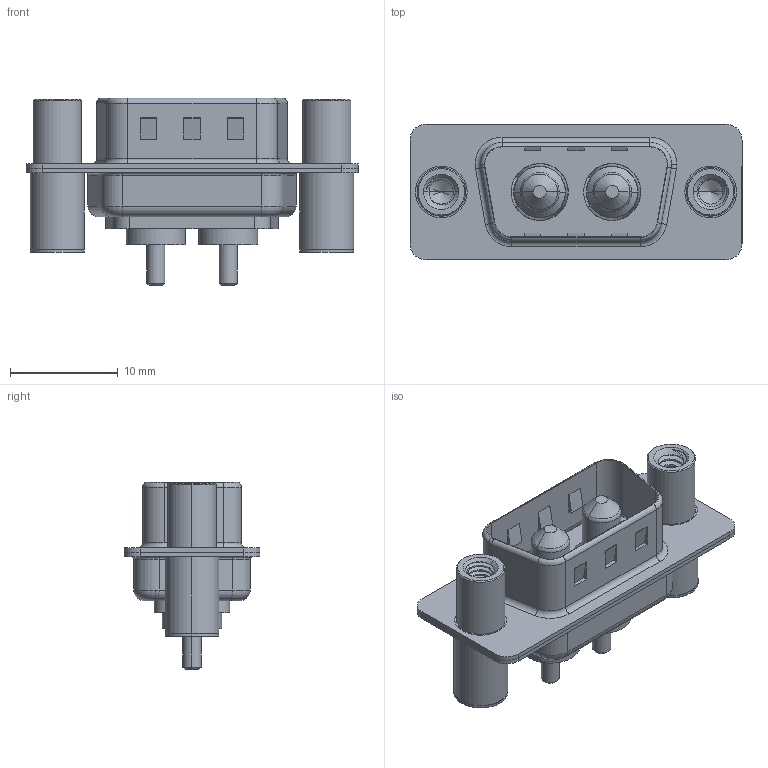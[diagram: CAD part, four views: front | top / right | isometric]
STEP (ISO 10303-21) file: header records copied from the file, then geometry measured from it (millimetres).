
FILE_DESCRIPTION (( 'STEP AP203' ), '1' );
FILE_NAME ('627-2W2-624-1TC.STEP', '2019-05-23T21:58:11', ( '' ), ( '' ), 'SwSTEP 2.0', 'SolidWorks 2016', '' );
FILE_SCHEMA (( 'CONFIG_CONTROL_DESIGN' ));
Length unit declared in the file: millimetre
Products named in the file (7): 627Combo Housing_2W2; 627Combo Shell Rear_09 Contacts; 627Combo Shell Front_09 Contacts; 627Combo Threaded Standoff and Board Spacer_C; Power Pin_10A S; 627Combo Threaded Standoff and Board Spacer_4; 627-2W2-624-1TC
Assembly tree (7 placements, depth 2):
  627-2W2-624-1TC
    627Combo Housing_2W2
    627Combo Shell Rear_09 Contacts
    627Combo Shell Front_09 Contacts
    627Combo Threaded Standoff and Board Spacer_C
    Power Pin_10A S  x2
    627Combo Threaded Standoff and Board Spacer_4
Bounding box: 30.8 x 12.6 x 17.4 mm (x, y, z)
Volume: 1712.5 mm3; surface area: 4093.9 mm2
Topology: 9 solids, 9 shells, 479 faces, 1173 edges, 727 vertices
Faces by surface type: cylinder 229, plane 133, torus 58, cone 43, bspline 16
Entity records: 18452 total; most frequent: CARTESIAN_POINT 7416, ORIENTED_EDGE 2180, DIRECTION 2175, EDGE_CURVE 1090, AXIS2_PLACEMENT_3D 837, VERTEX_POINT 683, LINE 501, VECTOR 501
